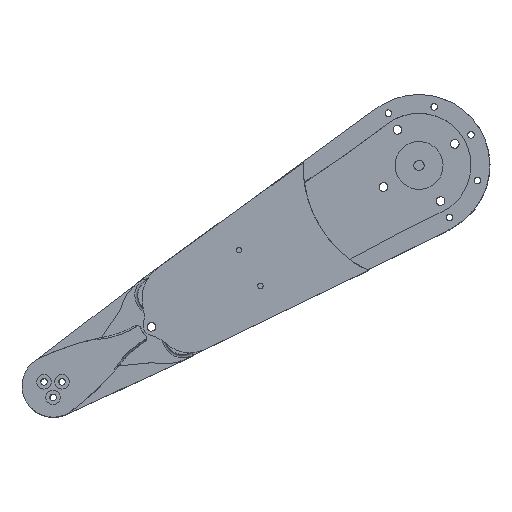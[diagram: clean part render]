
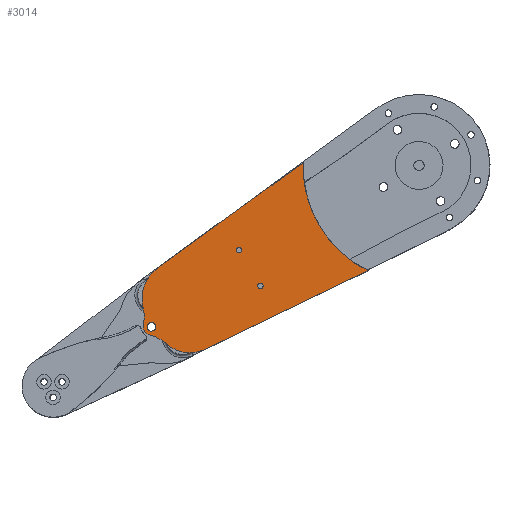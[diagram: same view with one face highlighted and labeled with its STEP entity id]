
A CAD part, left-side view. The second image highlights one B-rep face of the part: STEP entity #3014.
In plain terms, the highlighted face is planar.
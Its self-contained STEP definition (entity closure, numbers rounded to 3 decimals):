
#84=B_SPLINE_CURVE_WITH_KNOTS('',3,(#6290,#6291,#6292,#6293,#6294,#6295,
#6296),.UNSPECIFIED.,.F.,.F.,(4,1,1,1,4),(1.17,1.496,
1.822,1.985,2.312),.UNSPECIFIED.);
#94=ELLIPSE('',#3704,4.,4.);
#95=ELLIPSE('',#3710,2.1,2.1);
#270=LINE('',#6284,#454);
#272=LINE('',#6288,#456);
#273=LINE('',#6298,#457);
#454=VECTOR('',#4670,10.);
#456=VECTOR('',#4674,10.);
#457=VECTOR('',#4675,10.);
#607=FACE_BOUND('',#1012,.T.);
#608=FACE_BOUND('',#1013,.T.);
#609=FACE_BOUND('',#1014,.T.);
#776=FACE_OUTER_BOUND('',#1011,.T.);
#1011=EDGE_LOOP('',(#2735,#2736,#2737,#2738,#2739,#2740,#2741,#2742,#2743));
#1012=EDGE_LOOP('',(#2744));
#1013=EDGE_LOOP('',(#2745));
#1014=EDGE_LOOP('',(#2746));
#1203=CIRCLE('',#3692,17.);
#1210=CIRCLE('',#3703,18.);
#1211=CIRCLE('',#3706,18.);
#1212=CIRCLE('',#3709,18.);
#1213=CIRCLE('',#3711,1.3);
#1214=CIRCLE('',#3712,1.3);
#1471=VERTEX_POINT('',#6226);
#1472=VERTEX_POINT('',#6227);
#1485=VERTEX_POINT('',#6266);
#1486=VERTEX_POINT('',#6275);
#1487=VERTEX_POINT('',#6279);
#1488=VERTEX_POINT('',#6283);
#1489=VERTEX_POINT('',#6287);
#1490=VERTEX_POINT('',#6289);
#1491=VERTEX_POINT('',#6297);
#1492=VERTEX_POINT('',#6300);
#1493=VERTEX_POINT('',#6302);
#1494=VERTEX_POINT('',#6304);
#1886=EDGE_CURVE('',#1471,#1472,#1203,.T.);
#1901=EDGE_CURVE('',#1472,#1485,#1210,.T.);
#1903=EDGE_CURVE('',#1485,#1486,#94,.T.);
#1905=EDGE_CURVE('',#1486,#1487,#1211,.T.);
#1907=EDGE_CURVE('',#1488,#1487,#270,.T.);
#1909=EDGE_CURVE('',#1489,#1471,#272,.T.);
#1910=EDGE_CURVE('',#1490,#1489,#84,.F.);
#1911=EDGE_CURVE('',#1491,#1490,#273,.T.);
#1912=EDGE_CURVE('',#1488,#1491,#1212,.T.);
#1913=EDGE_CURVE('',#1492,#1492,#95,.T.);
#1914=EDGE_CURVE('',#1493,#1493,#1213,.T.);
#1915=EDGE_CURVE('',#1494,#1494,#1214,.T.);
#2735=ORIENTED_EDGE('',*,*,#1886,.F.);
#2736=ORIENTED_EDGE('',*,*,#1909,.F.);
#2737=ORIENTED_EDGE('',*,*,#1910,.F.);
#2738=ORIENTED_EDGE('',*,*,#1911,.F.);
#2739=ORIENTED_EDGE('',*,*,#1912,.F.);
#2740=ORIENTED_EDGE('',*,*,#1907,.T.);
#2741=ORIENTED_EDGE('',*,*,#1905,.F.);
#2742=ORIENTED_EDGE('',*,*,#1903,.F.);
#2743=ORIENTED_EDGE('',*,*,#1901,.F.);
#2744=ORIENTED_EDGE('',*,*,#1913,.F.);
#2745=ORIENTED_EDGE('',*,*,#1914,.T.);
#2746=ORIENTED_EDGE('',*,*,#1915,.T.);
#2845=PLANE('',#3708);
#3014=ADVANCED_FACE('',(#776,#607,#608,#609),#2845,.F.);
#3692=AXIS2_PLACEMENT_3D('',#6228,#4630,#4631);
#3703=AXIS2_PLACEMENT_3D('',#6267,#4657,#4658);
#3704=AXIS2_PLACEMENT_3D('',#6276,#4660,#4661);
#3706=AXIS2_PLACEMENT_3D('',#6280,#4665,#4666);
#3708=AXIS2_PLACEMENT_3D('',#6286,#4672,#4673);
#3709=AXIS2_PLACEMENT_3D('',#6299,#4676,#4677);
#3710=AXIS2_PLACEMENT_3D('',#6301,#4678,#4679);
#3711=AXIS2_PLACEMENT_3D('',#6303,#4680,#4681);
#3712=AXIS2_PLACEMENT_3D('',#6305,#4682,#4683);
#4630=DIRECTION('center_axis',(1.,0.,0.));
#4631=DIRECTION('ref_axis',(0.,0.878,-0.479));
#4657=DIRECTION('center_axis',(-1.,0.,0.));
#4658=DIRECTION('ref_axis',(0.,0.906,0.424));
#4660=DIRECTION('center_axis',(1.,0.,0.));
#4661=DIRECTION('ref_axis',(0.,0.725,-0.689));
#4665=DIRECTION('center_axis',(-1.,0.,0.));
#4666=DIRECTION('ref_axis',(0.,0.054,0.999));
#4670=DIRECTION('',(0.,-0.96,0.28));
#4672=DIRECTION('center_axis',(1.,0.,0.));
#4673=DIRECTION('ref_axis',(0.,1.,0.));
#4674=DIRECTION('',(0.,-0.479,-0.878));
#4675=DIRECTION('',(0.,0.626,0.78));
#4676=DIRECTION('center_axis',(1.,0.,0.));
#4677=DIRECTION('ref_axis',(0.,0.3,-0.954));
#4678=DIRECTION('center_axis',(-1.,0.,0.));
#4679=DIRECTION('ref_axis',(0.,0.725,-0.689));
#4680=DIRECTION('center_axis',(1.,0.,0.));
#4681=DIRECTION('ref_axis',(0.,1.,0.));
#4682=DIRECTION('center_axis',(1.,0.,0.));
#4683=DIRECTION('ref_axis',(0.,1.,0.));
#6226=CARTESIAN_POINT('',(2.,36.566,-212.52));
#6227=CARTESIAN_POINT('',(2.,38.324,-231.418));
#6228=CARTESIAN_POINT('Origin',(2.,51.489,-220.663));
#6266=CARTESIAN_POINT('',(2.,42.095,-239.593));
#6267=CARTESIAN_POINT('Origin',(2.,24.384,-242.806));
#6275=CARTESIAN_POINT('',(2.,46.73,-242.818));
#6276=CARTESIAN_POINT('Origin',(2.,46.03,-238.879));
#6279=CARTESIAN_POINT('',(2.,54.926,-243.263));
#6280=CARTESIAN_POINT('Origin',(2.,49.877,-260.54));
#6283=CARTESIAN_POINT('',(2.,55.244,-243.356));
#6284=CARTESIAN_POINT('',(2.,62.909,-245.596));
#6286=CARTESIAN_POINT('Origin',(2.,100.981,-166.481));
#6287=CARTESIAN_POINT('',(2.,78.119,-136.371));
#6288=CARTESIAN_POINT('',(2.,74.871,-142.324));
#6289=CARTESIAN_POINT('',(2.,128.389,-170.07));
#6290=CARTESIAN_POINT('Ctrl Pts',(2.,78.119,-136.371));
#6291=CARTESIAN_POINT('Ctrl Pts',(2.,80.542,-141.957));
#6292=CARTESIAN_POINT('Ctrl Pts',(2.,87.227,-152.333));
#6293=CARTESIAN_POINT('Ctrl Pts',(2.,99.3,-161.936));
#6294=CARTESIAN_POINT('Ctrl Pts',(2.,113.201,-168.267));
#6295=CARTESIAN_POINT('Ctrl Pts',(2.,122.301,-169.951));
#6296=CARTESIAN_POINT('Ctrl Pts',(2.,128.389,-170.07));
#6297=CARTESIAN_POINT('',(2.,74.324,-237.353));
#6298=CARTESIAN_POINT('',(2.,94.372,-212.404));
#6299=CARTESIAN_POINT('Origin',(2.,60.293,-226.079));
#6300=CARTESIAN_POINT('',(2.,44.509,-237.432));
#6301=CARTESIAN_POINT('Origin',(2.,46.03,-238.879));
#6302=CARTESIAN_POINT('',(2.,66.974,-187.59));
#6303=CARTESIAN_POINT('Origin',(2.,68.274,-187.59));
#6304=CARTESIAN_POINT('',(2.,83.616,-198.708));
#6305=CARTESIAN_POINT('Origin',(2.,84.916,-198.708));
